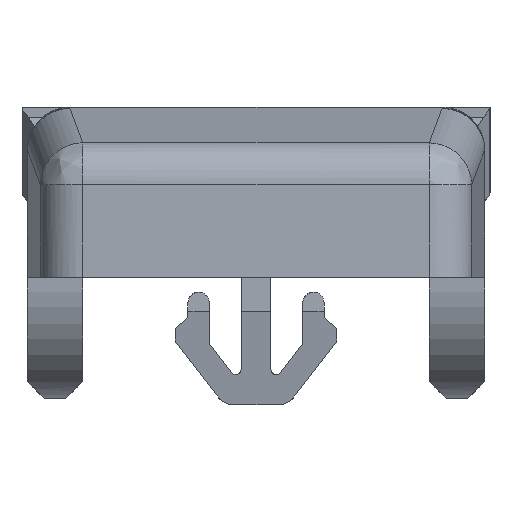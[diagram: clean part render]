
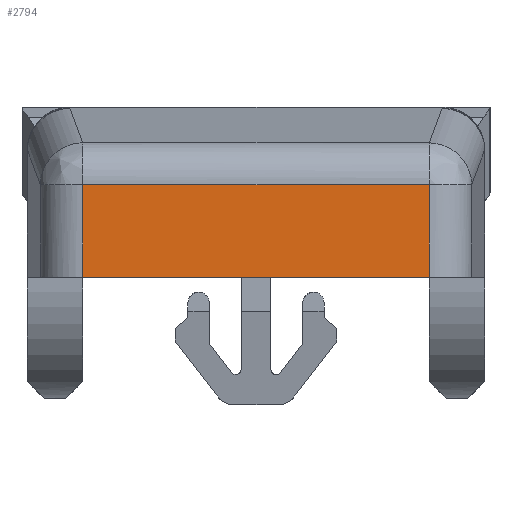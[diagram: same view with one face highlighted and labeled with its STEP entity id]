
A CAD part, left-side view. The second image highlights one B-rep face of the part: STEP entity #2794.
In plain terms, the highlighted free-form (B-spline) face has degree [1, 1] with [2, 2] control points.
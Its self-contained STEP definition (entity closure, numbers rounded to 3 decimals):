
#684=CARTESIAN_POINT('',(97.0,8.144,4.36));
#685=VERTEX_POINT('',#684);
#731=CARTESIAN_POINT('',(97.0,8.144,0.0));
#732=VERTEX_POINT('',#731);
#733=CARTESIAN_POINT('',(97.0,8.144,0.0));
#734=CARTESIAN_POINT('',(97.0,8.144,4.36));
#735=QUASI_UNIFORM_CURVE('',1,(#733,#734),.UNSPECIFIED.,.F.,.U.);
#736=EDGE_CURVE('',#732,#685,#735,.T.);
#991=CARTESIAN_POINT('',(97.0,-8.144,4.36));
#992=VERTEX_POINT('',#991);
#1037=CARTESIAN_POINT('',(97.0,-8.144,0.0));
#1038=VERTEX_POINT('',#1037);
#1054=CARTESIAN_POINT('',(97.0,-8.144,4.36));
#1055=CARTESIAN_POINT('',(97.0,-8.144,0.0));
#1056=QUASI_UNIFORM_CURVE('',1,(#1054,#1055),.UNSPECIFIED.,.F.,.U.);
#1057=EDGE_CURVE('',#992,#1038,#1056,.T.);
#2668=CARTESIAN_POINT('',(97.0,8.144,4.36));
#2669=CARTESIAN_POINT('',(97.0,-8.144,4.36));
#2670=QUASI_UNIFORM_CURVE('',1,(#2668,#2669),.UNSPECIFIED.,.F.,.U.);
#2671=EDGE_CURVE('',#685,#992,#2670,.T.);
#2779=CARTESIAN_POINT('',(97.0,-8.958,4.578));
#2780=CARTESIAN_POINT('',(97.0,-8.958,-0.218));
#2781=CARTESIAN_POINT('',(97.0,8.958,4.578));
#2782=CARTESIAN_POINT('',(97.0,8.958,-0.218));
#2783=B_SPLINE_SURFACE_WITH_KNOTS('',1,1,((#2779,#2781),(#2780,#2782)),.UNSPECIFIED.,.F.,.F.,.U.,(2,2),(2,2),(0.0,4.795),(0.0,17.916),.UNSPECIFIED.);
#2784=ORIENTED_EDGE('',*,*,#2671,.T.);
#2785=ORIENTED_EDGE('',*,*,#1057,.T.);
#2786=CARTESIAN_POINT('',(97.0,8.144,0.0));
#2787=CARTESIAN_POINT('',(97.0,-8.144,0.0));
#2788=QUASI_UNIFORM_CURVE('',1,(#2786,#2787),.UNSPECIFIED.,.F.,.U.);
#2789=EDGE_CURVE('',#732,#1038,#2788,.T.);
#2790=ORIENTED_EDGE('',*,*,#2789,.F.);
#2791=ORIENTED_EDGE('',*,*,#736,.T.);
#2792=EDGE_LOOP('',(#2784,#2785,#2790,#2791));
#2793=FACE_OUTER_BOUND('',#2792,.T.);
#2794=ADVANCED_FACE('',(#2793),#2783,.T.);
